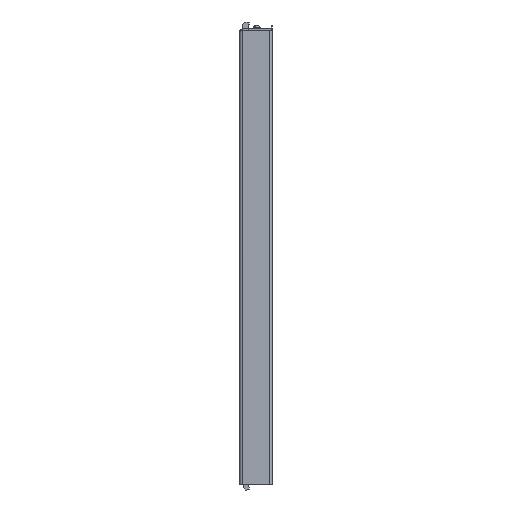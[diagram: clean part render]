
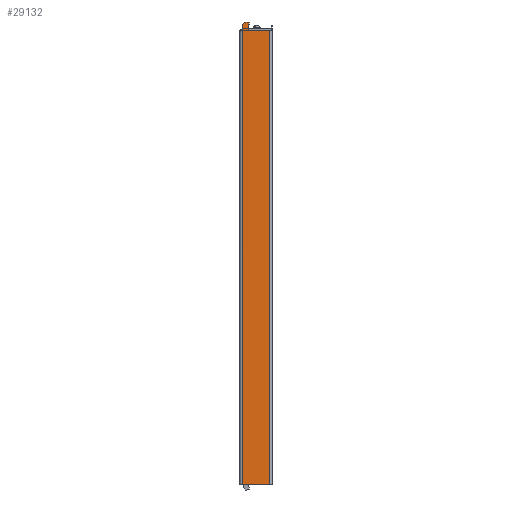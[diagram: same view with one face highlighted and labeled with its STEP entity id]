
A CAD part, left-side view. The second image highlights one B-rep face of the part: STEP entity #29132.
In plain terms, the highlighted planar face has unit normal (-1, 0, 0).
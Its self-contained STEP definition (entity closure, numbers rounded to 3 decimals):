
#74 = LINE ( 'NONE', #11342, #14688 ) ;
#287 = DIRECTION ( 'NONE',  ( 0., 0., 1. ) ) ;
#428 = DIRECTION ( 'NONE',  ( 0., 1., 0. ) ) ;
#663 = CARTESIAN_POINT ( 'NONE',  ( -237., -6.4, 309.2 ) ) ;
#742 = CARTESIAN_POINT ( 'NONE',  ( -237., -11.6, 309.2 ) ) ;
#755 = VERTEX_POINT ( 'NONE', #663 ) ;
#818 = AXIS2_PLACEMENT_3D ( 'NONE', #28461, #10729, #12761 ) ;
#835 = VERTEX_POINT ( 'NONE', #7110 ) ;
#1047 = CARTESIAN_POINT ( 'NONE',  ( -237., -11.6, 306.2 ) ) ;
#2039 = LINE ( 'NONE', #25906, #13804 ) ;
#2479 = LINE ( 'NONE', #19171, #27190 ) ;
#2941 = AXIS2_PLACEMENT_3D ( 'NONE', #26254, #15970, #428 ) ;
#3122 = CARTESIAN_POINT ( 'NONE',  ( -237., -11.1, 305.2 ) ) ;
#3428 = DIRECTION ( 'NONE',  ( 0., 1., 0. ) ) ;
#3464 = EDGE_CURVE ( 'NONE', #28069, #755, #19571, .T. ) ;
#4031 = ORIENTED_EDGE ( 'NONE', *, *, #29969, .T. ) ;
#4156 = CARTESIAN_POINT ( 'NONE',  ( -237., -11.1, 305.2 ) ) ;
#4501 = FACE_OUTER_BOUND ( 'NONE', #7808, .T. ) ;
#4983 = CARTESIAN_POINT ( 'NONE',  ( -237., -3.4, 306.2 ) ) ;
#5200 = ORIENTED_EDGE ( 'NONE', *, *, #30883, .T. ) ;
#5327 = DIRECTION ( 'NONE',  ( 0., -1., 0. ) ) ;
#5367 = EDGE_CURVE ( 'NONE', #835, #18420, #2039, .T. ) ;
#6131 = DIRECTION ( 'NONE',  ( 0., 0., 1. ) ) ;
#7110 = CARTESIAN_POINT ( 'NONE',  ( -237., -3.4, -300. ) ) ;
#7151 = ORIENTED_EDGE ( 'NONE', *, *, #27836, .T. ) ;
#7260 = DIRECTION ( 'NONE',  ( 0., 0., -1. ) ) ;
#7420 = ORIENTED_EDGE ( 'NONE', *, *, #3464, .T. ) ;
#7808 = EDGE_LOOP ( 'NONE', ( #10902, #31586, #18159, #7151, #28771, #28321, #5200, #7420, #4031, #12748, #20614, #12161 ) ) ;
#8369 = EDGE_CURVE ( 'NONE', #16088, #26605, #22143, .T. ) ;
#8767 = DIRECTION ( 'NONE',  ( -1., 0., 0. ) ) ;
#9073 = AXIS2_PLACEMENT_3D ( 'NONE', #1047, #8767, #3428 ) ;
#9291 = VECTOR ( 'NONE', #12993, 1000. ) ;
#9518 = CARTESIAN_POINT ( 'NONE',  ( -237., -3.4, 306.2 ) ) ;
#9802 = CIRCLE ( 'NONE', #9073, 1. ) ;
#10117 = CIRCLE ( 'NONE', #818, 1. ) ;
#10583 = LINE ( 'NONE', #4983, #32797 ) ;
#10729 = DIRECTION ( 'NONE',  ( -1., 0., 0. ) ) ;
#10902 = ORIENTED_EDGE ( 'NONE', *, *, #29167, .T. ) ;
#11137 = CARTESIAN_POINT ( 'NONE',  ( -237., -3.4, 300. ) ) ;
#11342 = CARTESIAN_POINT ( 'NONE',  ( -237., -39.4, -300. ) ) ;
#11549 = DIRECTION ( 'NONE',  ( 0., 1., 0. ) ) ;
#11731 = LINE ( 'NONE', #15372, #9291 ) ;
#12161 = ORIENTED_EDGE ( 'NONE', *, *, #5367, .T. ) ;
#12748 = ORIENTED_EDGE ( 'NONE', *, *, #29439, .T. ) ;
#12761 = DIRECTION ( 'NONE',  ( 0., 1., 0. ) ) ;
#12993 = DIRECTION ( 'NONE',  ( 0., -1., 0. ) ) ;
#13372 = VERTEX_POINT ( 'NONE', #21307 ) ;
#13476 = DIRECTION ( 'NONE',  ( 0., 0., 1. ) ) ;
#13804 = VECTOR ( 'NONE', #5327, 1000. ) ;
#14389 = EDGE_CURVE ( 'NONE', #15701, #29405, #2479, .T. ) ;
#14688 = VECTOR ( 'NONE', #13476, 1000. ) ;
#15125 = DIRECTION ( 'NONE',  ( 0., -1., 0. ) ) ;
#15372 = CARTESIAN_POINT ( 'NONE',  ( -237., -1.4, 298.246 ) ) ;
#15701 = VERTEX_POINT ( 'NONE', #32873 ) ;
#15970 = DIRECTION ( 'NONE',  ( 1., 0., 0. ) ) ;
#16088 = VERTEX_POINT ( 'NONE', #29138 ) ;
#16293 = VECTOR ( 'NONE', #11549, 1000. ) ;
#17083 = VECTOR ( 'NONE', #21477, 1000. ) ;
#17269 = VECTOR ( 'NONE', #15125, 1000. ) ;
#17950 = VERTEX_POINT ( 'NONE', #20297 ) ;
#18159 = ORIENTED_EDGE ( 'NONE', *, *, #8369, .T. ) ;
#18420 = VERTEX_POINT ( 'NONE', #30705 ) ;
#18916 = LINE ( 'NONE', #25439, #17269 ) ;
#19171 = CARTESIAN_POINT ( 'NONE',  ( -237., -12.6, 308.2 ) ) ;
#19567 = VECTOR ( 'NONE', #7260, 1000. ) ;
#19571 = LINE ( 'NONE', #24751, #16293 ) ;
#20297 = CARTESIAN_POINT ( 'NONE',  ( -237., -3.4, 298.246 ) ) ;
#20407 = DIRECTION ( 'NONE',  ( 0., 0.707, -0.707 ) ) ;
#20614 = ORIENTED_EDGE ( 'NONE', *, *, #29703, .F. ) ;
#21307 = CARTESIAN_POINT ( 'NONE',  ( -237., -39.4, 298.246 ) ) ;
#21413 = CARTESIAN_POINT ( 'NONE',  ( -237., -11.6, 305.2 ) ) ;
#21477 = DIRECTION ( 'NONE',  ( 0., 0., 1. ) ) ;
#22143 = LINE ( 'NONE', #3122, #26160 ) ;
#23308 = VERTEX_POINT ( 'NONE', #21413 ) ;
#24751 = CARTESIAN_POINT ( 'NONE',  ( -237., -6.4, 309.2 ) ) ;
#25439 = CARTESIAN_POINT ( 'NONE',  ( -237., -11.6, 305.2 ) ) ;
#25906 = CARTESIAN_POINT ( 'NONE',  ( -237., 0., -300. ) ) ;
#26160 = VECTOR ( 'NONE', #287, 1000. ) ;
#26254 = CARTESIAN_POINT ( 'NONE',  ( -237., 0., 0. ) ) ;
#26605 = VERTEX_POINT ( 'NONE', #4156 ) ;
#27190 = VECTOR ( 'NONE', #6131, 1000. ) ;
#27806 = CARTESIAN_POINT ( 'NONE',  ( -237., -12.6, 308.2 ) ) ;
#27836 = EDGE_CURVE ( 'NONE', #26605, #23308, #18916, .T. ) ;
#28069 = VERTEX_POINT ( 'NONE', #742 ) ;
#28321 = ORIENTED_EDGE ( 'NONE', *, *, #14389, .T. ) ;
#28461 = CARTESIAN_POINT ( 'NONE',  ( -237., -11.6, 308.2 ) ) ;
#28771 = ORIENTED_EDGE ( 'NONE', *, *, #29708, .T. ) ;
#28867 = CARTESIAN_POINT ( 'NONE',  ( -237., -3.4, 306.2 ) ) ;
#29132 = ADVANCED_FACE ( 'NONE', ( #4501 ), #31291, .F. ) ;
#29138 = CARTESIAN_POINT ( 'NONE',  ( -237., -11.1, 298.246 ) ) ;
#29167 = EDGE_CURVE ( 'NONE', #18420, #13372, #74, .T. ) ;
#29405 = VERTEX_POINT ( 'NONE', #27806 ) ;
#29439 = EDGE_CURVE ( 'NONE', #32556, #17950, #30817, .T. ) ;
#29703 = EDGE_CURVE ( 'NONE', #835, #17950, #30401, .T. ) ;
#29708 = EDGE_CURVE ( 'NONE', #23308, #15701, #9802, .T. ) ;
#29969 = EDGE_CURVE ( 'NONE', #755, #32556, #10583, .T. ) ;
#30401 = LINE ( 'NONE', #11137, #17083 ) ;
#30705 = CARTESIAN_POINT ( 'NONE',  ( -237., -39.4, -300. ) ) ;
#30817 = LINE ( 'NONE', #9518, #19567 ) ;
#30883 = EDGE_CURVE ( 'NONE', #29405, #28069, #10117, .T. ) ;
#30927 = EDGE_CURVE ( 'NONE', #16088, #13372, #11731, .T. ) ;
#31291 = PLANE ( 'NONE',  #2941 ) ;
#31586 = ORIENTED_EDGE ( 'NONE', *, *, #30927, .F. ) ;
#32556 = VERTEX_POINT ( 'NONE', #28867 ) ;
#32797 = VECTOR ( 'NONE', #20407, 1000. ) ;
#32873 = CARTESIAN_POINT ( 'NONE',  ( -237., -12.6, 306.2 ) ) ;
